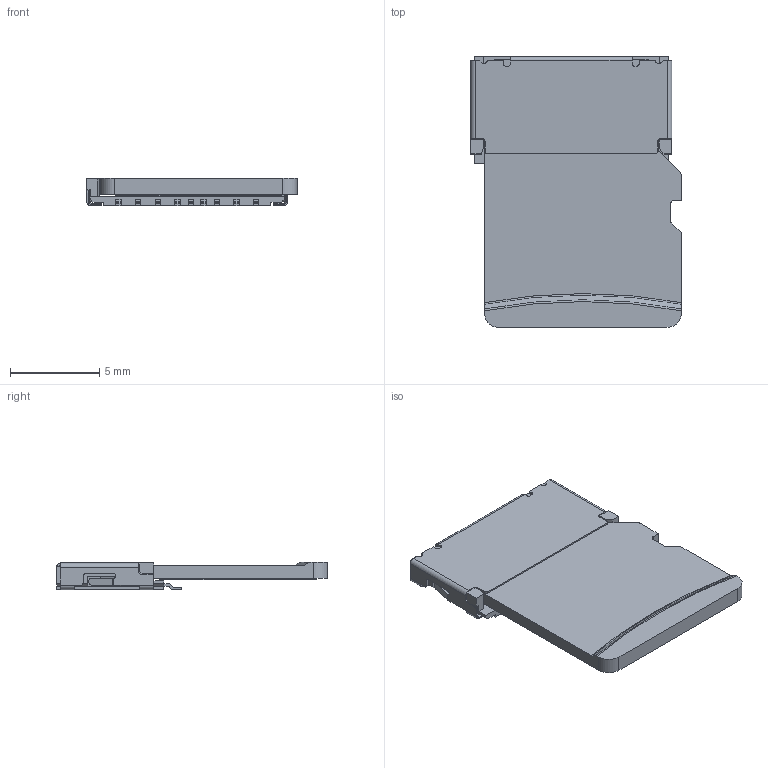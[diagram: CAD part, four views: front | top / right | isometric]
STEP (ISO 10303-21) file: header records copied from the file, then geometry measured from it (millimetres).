
FILE_DESCRIPTION(/* description */ ('STEP AP242','CAx-IF Rec.Pracs.---Representation and Presentation of Product Manufacturing Information (PMI)---4.0---2014-10-13','CAx-IF Rec.Pracs.---3D Tessellated Geometry---0.4---2014-09-14','2;1'),/* implementation_level */ '2;1');
FILE_NAME(/* name */ '66bc01411674cf444f00d71c',/* time_stamp */ '2024-08-14T00:58:42Z',/* author */ (''),/* organization */ (''),/* preprocessor_version */ 'ST-DEVELOPER v20',/* originating_system */ ' ',/* authorisation */ ' ');
FILE_SCHEMA (('AP242_MANAGED_MODEL_BASED_3D_ENGINEERING_MIM_LF { 1 0 10303 442 1 1 4 }'));
Length unit declared in the file: metre
Products named in the file (12): 83721C7F-32BC-402F-9845-702A87134162
Bounding box: 11.78 x 15.15 x 1.56 mm (x, y, z)
Volume: 151.1 mm3; surface area: 689.5 mm2
Topology: 11 solids, 13 shells, 782 faces, 2099 edges, 1347 vertices
Faces by surface type: plane 456, cylinder 292, torus 20, bspline 7, sphere 4, cone 3
Full cylindrical faces by diameter (mm): 0.08 x1
Entity records: 28634 total; most frequent: CARTESIAN_POINT 4702, DIRECTION 4197, ORIENTED_EDGE 4188, EDGE_CURVE 2096, LINE 1495, VECTOR 1495, AXIS2_PLACEMENT_3D 1351, VERTEX_POINT 1346
